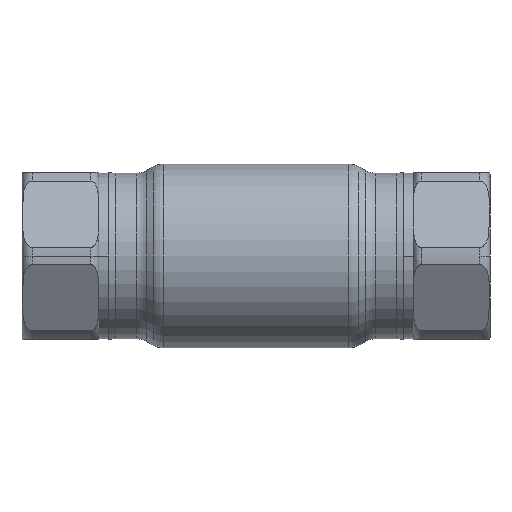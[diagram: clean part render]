
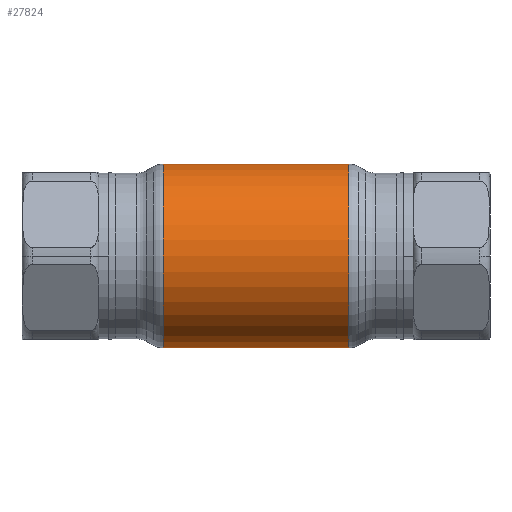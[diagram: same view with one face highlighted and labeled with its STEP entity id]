
A CAD part, front view. The second image highlights one B-rep face of the part: STEP entity #27824.
In plain terms, the highlighted cylindrical face has radius 27.5 mm (diameter 55 mm), a partial arc.
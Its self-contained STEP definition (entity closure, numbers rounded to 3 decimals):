
#3050 = DIRECTION ( 'NONE',  ( 0., 0., 1. ) ) ;
#5651 = AXIS2_PLACEMENT_3D ( 'NONE', #10714, #38037, #56307 ) ;
#7197 = CARTESIAN_POINT ( 'NONE',  ( 27.785, 0., 27.5 ) ) ;
#10714 = CARTESIAN_POINT ( 'NONE',  ( 27.785, 0., 0. ) ) ;
#11250 = LINE ( 'NONE', #52068, #17088 ) ;
#13451 = CARTESIAN_POINT ( 'NONE',  ( -62.69, 0., 0. ) ) ;
#14499 = CARTESIAN_POINT ( 'NONE',  ( -62.69, 0., -27.5 ) ) ;
#14908 = VERTEX_POINT ( 'NONE', #7197 ) ;
#15181 = CIRCLE ( 'NONE', #5651, 27.5 ) ;
#16802 = CIRCLE ( 'NONE', #26428, 27.5 ) ;
#17088 = VECTOR ( 'NONE', #51779, 1000. ) ;
#20796 = ORIENTED_EDGE ( 'NONE', *, *, #51139, .F. ) ;
#21101 = ORIENTED_EDGE ( 'NONE', *, *, #45428, .T. ) ;
#26103 = ORIENTED_EDGE ( 'NONE', *, *, #43663, .F. ) ;
#26428 = AXIS2_PLACEMENT_3D ( 'NONE', #32404, #58765, #45362 ) ;
#27009 = FACE_OUTER_BOUND ( 'NONE', #55112, .T. ) ;
#27824 = ADVANCED_FACE ( 'NONE', ( #27009 ), #44165, .T. ) ;
#28497 = ORIENTED_EDGE ( 'NONE', *, *, #35668, .T. ) ;
#28513 = VERTEX_POINT ( 'NONE', #54621 ) ;
#32404 = CARTESIAN_POINT ( 'NONE',  ( -27.785, 0., 0. ) ) ;
#33665 = VERTEX_POINT ( 'NONE', #34238 ) ;
#34238 = CARTESIAN_POINT ( 'NONE',  ( 27.785, 0., -27.5 ) ) ;
#35668 = EDGE_CURVE ( 'NONE', #33665, #14908, #15181, .T. ) ;
#36960 = CARTESIAN_POINT ( 'NONE',  ( -27.785, 0., 27.5 ) ) ;
#37024 = DIRECTION ( 'NONE',  ( -1., 0., 0. ) ) ;
#38037 = DIRECTION ( 'NONE',  ( -1., 0., 0. ) ) ;
#38681 = VECTOR ( 'NONE', #37024, 1000. ) ;
#40080 = AXIS2_PLACEMENT_3D ( 'NONE', #13451, #57876, #3050 ) ;
#43663 = EDGE_CURVE ( 'NONE', #33665, #28513, #46073, .T. ) ;
#44165 = CYLINDRICAL_SURFACE ( 'NONE', #40080, 27.5 ) ;
#45362 = DIRECTION ( 'NONE',  ( 0., 0., 1. ) ) ;
#45428 = EDGE_CURVE ( 'NONE', #14908, #55386, #11250, .T. ) ;
#46073 = LINE ( 'NONE', #14499, #38681 ) ;
#51139 = EDGE_CURVE ( 'NONE', #28513, #55386, #16802, .T. ) ;
#51779 = DIRECTION ( 'NONE',  ( -1., 0., 0. ) ) ;
#52068 = CARTESIAN_POINT ( 'NONE',  ( -62.69, 0., 27.5 ) ) ;
#54621 = CARTESIAN_POINT ( 'NONE',  ( -27.785, 0., -27.5 ) ) ;
#55112 = EDGE_LOOP ( 'NONE', ( #26103, #28497, #21101, #20796 ) ) ;
#55386 = VERTEX_POINT ( 'NONE', #36960 ) ;
#56307 = DIRECTION ( 'NONE',  ( 0., 0., 1. ) ) ;
#57876 = DIRECTION ( 'NONE',  ( -1., 0., 0. ) ) ;
#58765 = DIRECTION ( 'NONE',  ( -1., 0., 0. ) ) ;
